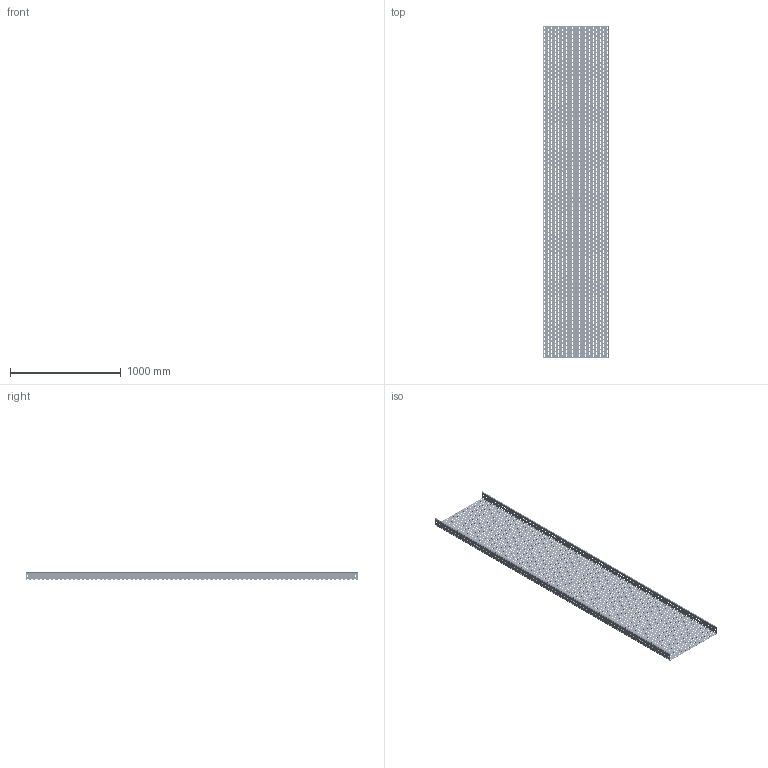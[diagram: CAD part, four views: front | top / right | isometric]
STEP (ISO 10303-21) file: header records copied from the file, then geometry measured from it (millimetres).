
FILE_DESCRIPTION(/* description */ (''),/* implementation_level */ '2;1');
FILE_NAME(/* name */ 'KCP600H80_3N.stp',/* time_stamp */ '2020-03-24T11:56:56+01:00',/* author */ ('stanislaw.luczak'),/* organization */ (''),/* preprocessor_version */ 'ST-DEVELOPER v18',/* originating_system */ 'Autodesk Inventor 2020',/* authorisation */ '');
FILE_SCHEMA (('AUTOMOTIVE_DESIGN { 1 0 10303 214 3 1 1 }'));
Products named in the file (1): 600H60N_KGJ_3M
Bounding box: 601.27 x 3000 x 79.38 mm (x, y, z)
Volume: 3024596.7 mm3; surface area: 4195456.2 mm2
Topology: 1 solids, 1 shells, 7494 faces, 22460 edges, 14968 vertices
Faces by surface type: plane 3754, cylinder 3740
Entity records: 261957 total; most frequent: DIRECTION 44930, CARTESIAN_POINT 44923, ORIENTED_EDGE 44920, EDGE_CURVE 22460, LINE 14980, VECTOR 14980, AXIS2_PLACEMENT_3D 14975, VERTEX_POINT 14968
